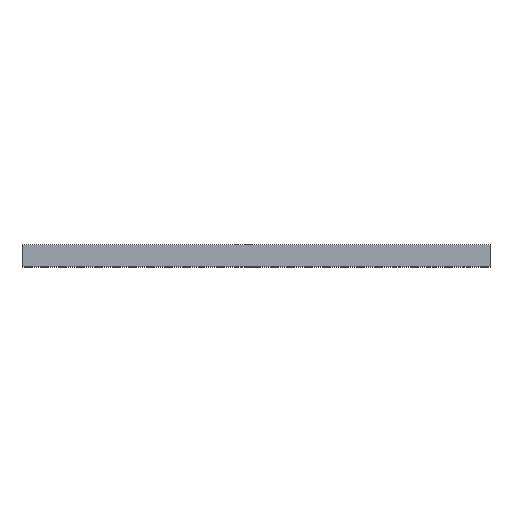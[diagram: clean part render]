
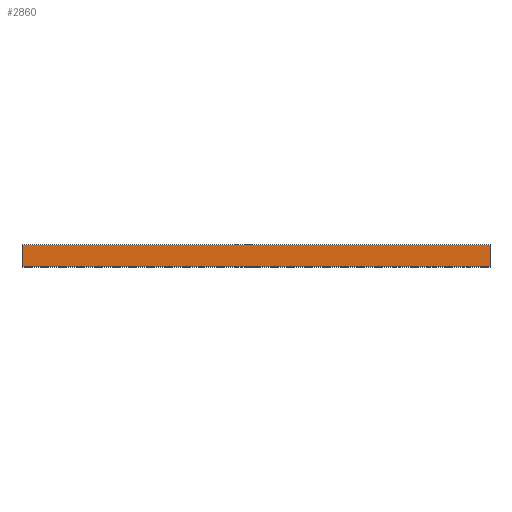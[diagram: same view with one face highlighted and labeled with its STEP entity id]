
A CAD part, top view. The second image highlights one B-rep face of the part: STEP entity #2860.
In plain terms, the highlighted planar face has unit normal (0, 0, 1).
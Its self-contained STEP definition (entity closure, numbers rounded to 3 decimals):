
#58 = CARTESIAN_POINT ( 'NONE',  ( 2000., 95., -24.2 ) ) ;
#241 = CARTESIAN_POINT ( 'NONE',  ( 0., 0., -24.2 ) ) ;
#377 = PLANE ( 'NONE',  #1615 ) ;
#519 = CARTESIAN_POINT ( 'NONE',  ( 0., 95., -24.2 ) ) ;
#612 = VERTEX_POINT ( 'NONE', #58 ) ;
#898 = DIRECTION ( 'NONE',  ( 0., 0., 1. ) ) ;
#998 = CARTESIAN_POINT ( 'NONE',  ( 2000., 0.81, -24.2 ) ) ;
#1166 = ORIENTED_EDGE ( 'NONE', *, *, #2568, .T. ) ;
#1205 = ORIENTED_EDGE ( 'NONE', *, *, #2370, .F. ) ;
#1327 = VECTOR ( 'NONE', #3834, 1000. ) ;
#1367 = LINE ( 'NONE', #241, #1327 ) ;
#1413 = DIRECTION ( 'NONE',  ( -1., 0., 0. ) ) ;
#1432 = DIRECTION ( 'NONE',  ( 0., 1., 0. ) ) ;
#1497 = DIRECTION ( 'NONE',  ( -1., 0., 0. ) ) ;
#1615 = AXIS2_PLACEMENT_3D ( 'NONE', #2287, #898, #3338 ) ;
#2135 = FACE_OUTER_BOUND ( 'NONE', #3636, .T. ) ;
#2280 = EDGE_CURVE ( 'NONE', #3055, #612, #2499, .T. ) ;
#2287 = CARTESIAN_POINT ( 'NONE',  ( 2000., 0., -24.2 ) ) ;
#2294 = LINE ( 'NONE', #3516, #2340 ) ;
#2340 = VECTOR ( 'NONE', #1413, 1000. ) ;
#2370 = EDGE_CURVE ( 'NONE', #3055, #4117, #2459, .T. ) ;
#2422 = VECTOR ( 'NONE', #1497, 1000. ) ;
#2459 = LINE ( 'NONE', #3577, #2422 ) ;
#2476 = VECTOR ( 'NONE', #1432, 1000. ) ;
#2490 = CARTESIAN_POINT ( 'NONE',  ( 2000., 0., -24.2 ) ) ;
#2499 = LINE ( 'NONE', #2490, #2476 ) ;
#2568 = EDGE_CURVE ( 'NONE', #612, #2590, #2294, .T. ) ;
#2590 = VERTEX_POINT ( 'NONE', #519 ) ;
#2710 = CARTESIAN_POINT ( 'NONE',  ( 0., 0.81, -24.2 ) ) ;
#2860 = ADVANCED_FACE ( 'NONE', ( #2135 ), #377, .T. ) ;
#3055 = VERTEX_POINT ( 'NONE', #998 ) ;
#3338 = DIRECTION ( 'NONE',  ( 1., 0., 0. ) ) ;
#3395 = ORIENTED_EDGE ( 'NONE', *, *, #3856, .F. ) ;
#3516 = CARTESIAN_POINT ( 'NONE',  ( 2000., 95., -24.2 ) ) ;
#3577 = CARTESIAN_POINT ( 'NONE',  ( 2000., 0.81, -24.2 ) ) ;
#3636 = EDGE_LOOP ( 'NONE', ( #3395, #1205, #4198, #1166 ) ) ;
#3834 = DIRECTION ( 'NONE',  ( 0., 1., 0. ) ) ;
#3856 = EDGE_CURVE ( 'NONE', #4117, #2590, #1367, .T. ) ;
#4117 = VERTEX_POINT ( 'NONE', #2710 ) ;
#4198 = ORIENTED_EDGE ( 'NONE', *, *, #2280, .T. ) ;
